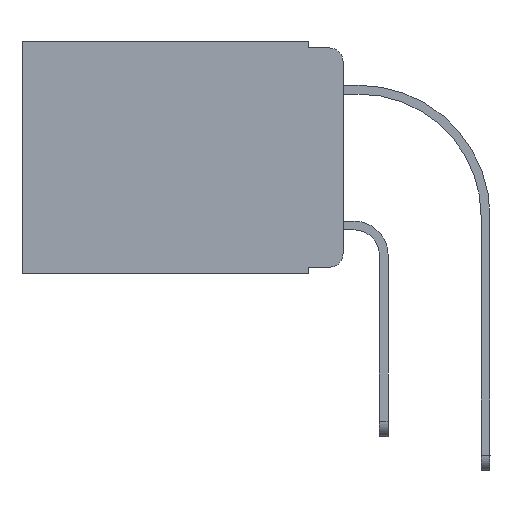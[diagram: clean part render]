
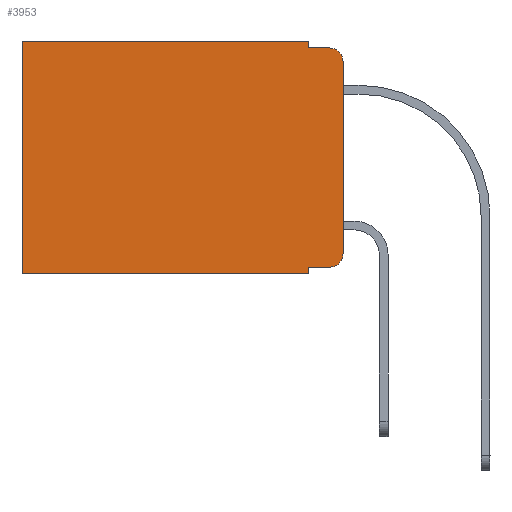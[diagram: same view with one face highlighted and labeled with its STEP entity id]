
A CAD part, left-side view. The second image highlights one B-rep face of the part: STEP entity #3953.
In plain terms, the highlighted planar face has unit normal (-1, 0, 0).
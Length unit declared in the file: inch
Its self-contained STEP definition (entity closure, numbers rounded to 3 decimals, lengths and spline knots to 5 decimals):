
#105 = DIRECTION ( 'NONE',  ( -1., 0., 0. ) ) ;
#228 = CARTESIAN_POINT ( 'NONE',  ( 0.298, 0.02, -0.03 ) ) ;
#245 = EDGE_CURVE ( 'NONE', #348, #14280, #5431, .T. ) ;
#309 = ORIENTED_EDGE ( 'NONE', *, *, #878, .F. ) ;
#348 = VERTEX_POINT ( 'NONE', #15843 ) ;
#377 = LINE ( 'NONE', #13682, #4465 ) ;
#454 = ORIENTED_EDGE ( 'NONE', *, *, #1757, .F. ) ;
#710 = ORIENTED_EDGE ( 'NONE', *, *, #245, .T. ) ;
#878 = EDGE_CURVE ( 'NONE', #348, #16963, #4389, .T. ) ;
#1024 = CIRCLE ( 'NONE', #1737, 0.02 ) ;
#1074 = ORIENTED_EDGE ( 'NONE', *, *, #15519, .F. ) ;
#1110 = DIRECTION ( 'NONE',  ( -1., 0., 0. ) ) ;
#1331 = ORIENTED_EDGE ( 'NONE', *, *, #12660, .T. ) ;
#1724 = CARTESIAN_POINT ( 'NONE',  ( 0.298, 0.051, -0.343 ) ) ;
#1737 = AXIS2_PLACEMENT_3D ( 'NONE', #228, #105, #16480 ) ;
#1757 = EDGE_CURVE ( 'NONE', #8121, #13250, #16602, .T. ) ;
#1878 = CARTESIAN_POINT ( 'NONE',  ( 0.298, 0.473, 0. ) ) ;
#2165 = ORIENTED_EDGE ( 'NONE', *, *, #9212, .F. ) ;
#2954 = CARTESIAN_POINT ( 'NONE',  ( 0.298, 0., 0. ) ) ;
#2958 = CIRCLE ( 'NONE', #18043, 0.02 ) ;
#2963 = DIRECTION ( 'NONE',  ( 0., 0., -1. ) ) ;
#3066 = DIRECTION ( 'NONE',  ( 0., 0., -1. ) ) ;
#3500 = ORIENTED_EDGE ( 'NONE', *, *, #19280, .T. ) ;
#3516 = EDGE_CURVE ( 'NONE', #15733, #13250, #1024, .T. ) ;
#3887 = DIRECTION ( 'NONE',  ( 0., 1., 0. ) ) ;
#3953 = ADVANCED_FACE ( 'NONE', ( #8099 ), #9975, .F. ) ;
#4389 = LINE ( 'NONE', #14733, #14700 ) ;
#4465 = VECTOR ( 'NONE', #3887, 39.37008 ) ;
#4940 = VECTOR ( 'NONE', #14536, 39.37008 ) ;
#5014 = CARTESIAN_POINT ( 'NONE',  ( 0.298, 0.473, -0.343 ) ) ;
#5431 = LINE ( 'NONE', #8509, #16056 ) ;
#5850 = LINE ( 'NONE', #12578, #10605 ) ;
#6288 = DIRECTION ( 'NONE',  ( 0., 0., -1. ) ) ;
#7094 = CARTESIAN_POINT ( 'NONE',  ( 0.298, 0., -0.313 ) ) ;
#7187 = VECTOR ( 'NONE', #16825, 39.37008 ) ;
#8099 = FACE_OUTER_BOUND ( 'NONE', #19335, .T. ) ;
#8121 = VERTEX_POINT ( 'NONE', #17111 ) ;
#8437 = DIRECTION ( 'NONE',  ( 1., 0., 0. ) ) ;
#8509 = CARTESIAN_POINT ( 'NONE',  ( 0.298, 0.051, -0.333 ) ) ;
#8835 = DIRECTION ( 'NONE',  ( 0., 1., 0. ) ) ;
#8844 = ORIENTED_EDGE ( 'NONE', *, *, #3516, .T. ) ;
#8934 = CARTESIAN_POINT ( 'NONE',  ( 0.298, 0., -0.03 ) ) ;
#9212 = EDGE_CURVE ( 'NONE', #19901, #8121, #5850, .T. ) ;
#9780 = AXIS2_PLACEMENT_3D ( 'NONE', #9869, #8437, #13382 ) ;
#9869 = CARTESIAN_POINT ( 'NONE',  ( 0.298, 0., 0. ) ) ;
#9975 = PLANE ( 'NONE',  #9780 ) ;
#10593 = LINE ( 'NONE', #17172, #17426 ) ;
#10605 = VECTOR ( 'NONE', #12145, 39.37008 ) ;
#10902 = ORIENTED_EDGE ( 'NONE', *, *, #15525, .T. ) ;
#11056 = VECTOR ( 'NONE', #3066, 39.37008 ) ;
#12145 = DIRECTION ( 'NONE',  ( 0., 0., -1. ) ) ;
#12578 = CARTESIAN_POINT ( 'NONE',  ( 0.298, 0.051, 0. ) ) ;
#12660 = EDGE_CURVE ( 'NONE', #14280, #21095, #2958, .T. ) ;
#12816 = CARTESIAN_POINT ( 'NONE',  ( 0.298, 0.473, 0. ) ) ;
#13123 = EDGE_CURVE ( 'NONE', #15733, #21095, #19741, .T. ) ;
#13250 = VERTEX_POINT ( 'NONE', #20404 ) ;
#13382 = DIRECTION ( 'NONE',  ( 0., 0., -1. ) ) ;
#13665 = VERTEX_POINT ( 'NONE', #5014 ) ;
#13682 = CARTESIAN_POINT ( 'NONE',  ( 0.298, 0., 0. ) ) ;
#14280 = VERTEX_POINT ( 'NONE', #14290 ) ;
#14290 = CARTESIAN_POINT ( 'NONE',  ( 0.298, 0.02, -0.333 ) ) ;
#14536 = DIRECTION ( 'NONE',  ( 0., -1., 0. ) ) ;
#14700 = VECTOR ( 'NONE', #2963, 39.37008 ) ;
#14733 = CARTESIAN_POINT ( 'NONE',  ( 0.298, 0.051, 0. ) ) ;
#14763 = CARTESIAN_POINT ( 'NONE',  ( 0.298, 0.051, -0.01 ) ) ;
#15203 = VERTEX_POINT ( 'NONE', #12816 ) ;
#15519 = EDGE_CURVE ( 'NONE', #16963, #13665, #10593, .T. ) ;
#15525 = EDGE_CURVE ( 'NONE', #19901, #15203, #377, .T. ) ;
#15733 = VERTEX_POINT ( 'NONE', #8934 ) ;
#15843 = CARTESIAN_POINT ( 'NONE',  ( 0.298, 0.051, -0.333 ) ) ;
#16056 = VECTOR ( 'NONE', #16846, 39.37008 ) ;
#16480 = DIRECTION ( 'NONE',  ( 0., 0., -1. ) ) ;
#16602 = LINE ( 'NONE', #14763, #4940 ) ;
#16825 = DIRECTION ( 'NONE',  ( 0., 0., -1. ) ) ;
#16846 = DIRECTION ( 'NONE',  ( 0., -1., 0. ) ) ;
#16963 = VERTEX_POINT ( 'NONE', #1724 ) ;
#17111 = CARTESIAN_POINT ( 'NONE',  ( 0.298, 0.051, -0.01 ) ) ;
#17172 = CARTESIAN_POINT ( 'NONE',  ( 0.298, 0., -0.343 ) ) ;
#17426 = VECTOR ( 'NONE', #8835, 39.37008 ) ;
#18043 = AXIS2_PLACEMENT_3D ( 'NONE', #19665, #1110, #6288 ) ;
#18698 = LINE ( 'NONE', #1878, #7187 ) ;
#19280 = EDGE_CURVE ( 'NONE', #15203, #13665, #18698, .T. ) ;
#19335 = EDGE_LOOP ( 'NONE', ( #21279, #8844, #454, #2165, #10902, #3500, #1074, #309, #710, #1331 ) ) ;
#19665 = CARTESIAN_POINT ( 'NONE',  ( 0.298, 0.02, -0.313 ) ) ;
#19741 = LINE ( 'NONE', #2954, #11056 ) ;
#19901 = VERTEX_POINT ( 'NONE', #20384 ) ;
#20384 = CARTESIAN_POINT ( 'NONE',  ( 0.298, 0.051, 0. ) ) ;
#20404 = CARTESIAN_POINT ( 'NONE',  ( 0.298, 0.02, -0.01 ) ) ;
#21095 = VERTEX_POINT ( 'NONE', #7094 ) ;
#21279 = ORIENTED_EDGE ( 'NONE', *, *, #13123, .F. ) ;
